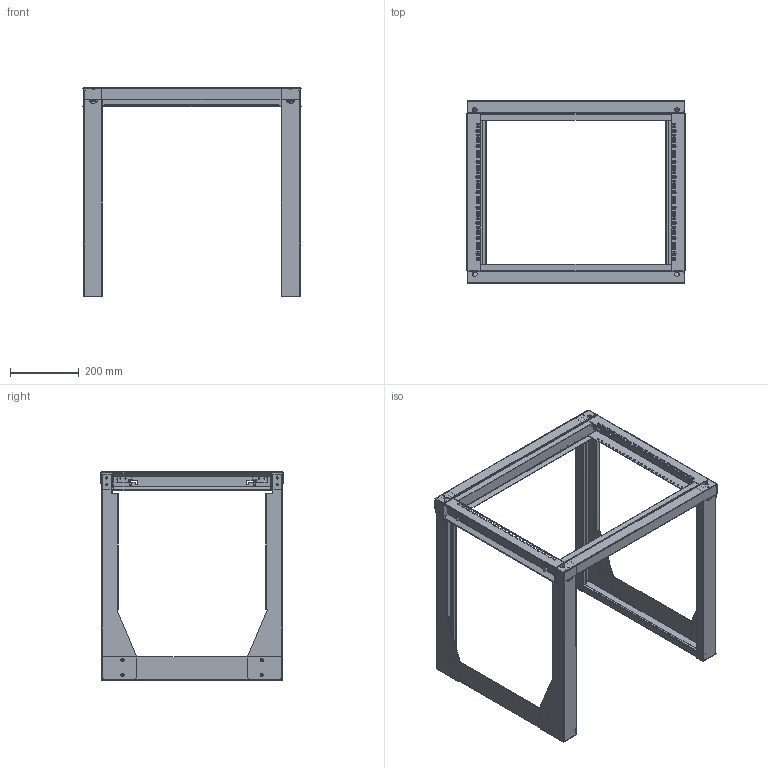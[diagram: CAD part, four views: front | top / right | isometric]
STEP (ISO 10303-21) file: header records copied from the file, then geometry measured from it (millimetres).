
FILE_DESCRIPTION (( 'STEP AP214' ), '1' );
FILE_NAME ('LC23INWM9U_3D.step', '2024-03-11T20:10:07', ( '' ), ( '' ), 'SwSTEP 2.0', 'SolidWorks 2022', '' );
FILE_SCHEMA (( 'AUTOMOTIVE_DESIGN' ));
Length unit declared in the file: inch
Products named in the file (22): SGWR-11_4; SGWR-ASM-03_4; SGWR-07_4; SGWR-08_4; SGWR-10-B-A1_4; SGWR-ASM-01£¨23Ó¢´ç°²×°£©_9U_4; SGWR-03-B£¨23Ó¢´ç°²×°£©_4; LC23INWM9U_3D; 5X10³ÁÍ·³éÐ¾Ã­¶¤_4; ¾µÏòSGWR-ASM-031_4; SGWR-ASM-02-B_9U_4; SGWR-05_9U_4; SGWR-09_4; ¾µÏòSGWR-10-B-A1_4; SGWR-04£¨23Ó¢´ç°²×°£©_4; SGWR-01-B-ÓÒ_4; SGWR-02_9U_4; ¾µÏòSGWR-ASM-03_4; ¾µÏòSGWR-09_4; ¾µÏòSGWR-08_4; SGWR-03-B£¨23Ó¢´ç°²×°£©_3; SGWR-01-B-×ó_4
Assembly tree (34 placements, depth 4):
  LC23INWM9U_3D
    SGWR-03-B£¨23Ó¢´ç°²×°£©_3
    SGWR-03-B£¨23Ó¢´ç°²×°£©_4
    SGWR-ASM-01£¨23Ó¢´ç°²×°£©_9U_4
      SGWR-05_9U_4  x2
      SGWR-ASM-03_4  x2
        SGWR-08_4
        SGWR-09_4
      SGWR-04£¨23Ó¢´ç°²×°£©_4  x2
      ¾µÏòSGWR-ASM-03_4
        ¾µÏòSGWR-08_4
        ¾µÏòSGWR-09_4
      ¾µÏòSGWR-ASM-031_4
        ¾µÏòSGWR-08_4
        ¾µÏòSGWR-09_4
    SGWR-ASM-02-B_9U_4  x2
      SGWR-02_9U_4
      SGWR-01-B-×ó_4
      SGWR-01-B-ÓÒ_4
      5X10³ÁÍ·³éÐ¾Ã­¶¤_4
      SGWR-10-B-A1_4
      ¾µÏòSGWR-10-B-A1_4
    SGWR-11_4  x2
    SGWR-07_4  x2
Bounding box: 632.4 x 528.15 x 604.2 mm (x, y, z)
Volume: 1728291.1 mm3; surface area: 1975806.5 mm2
Topology: 40 solids, 40 shells, 2146 faces, 5916 edges, 3856 vertices
Faces by surface type: plane 1170, cylinder 838, cone 104, bspline 34
Entity records: 40284 total; most frequent: CARTESIAN_POINT 7926, ORIENTED_EDGE 6548, DIRECTION 6538, EDGE_CURVE 3274, VECTOR 2306, LINE 2306, VERTEX_POINT 2132, AXIS2_PLACEMENT_3D 2116
